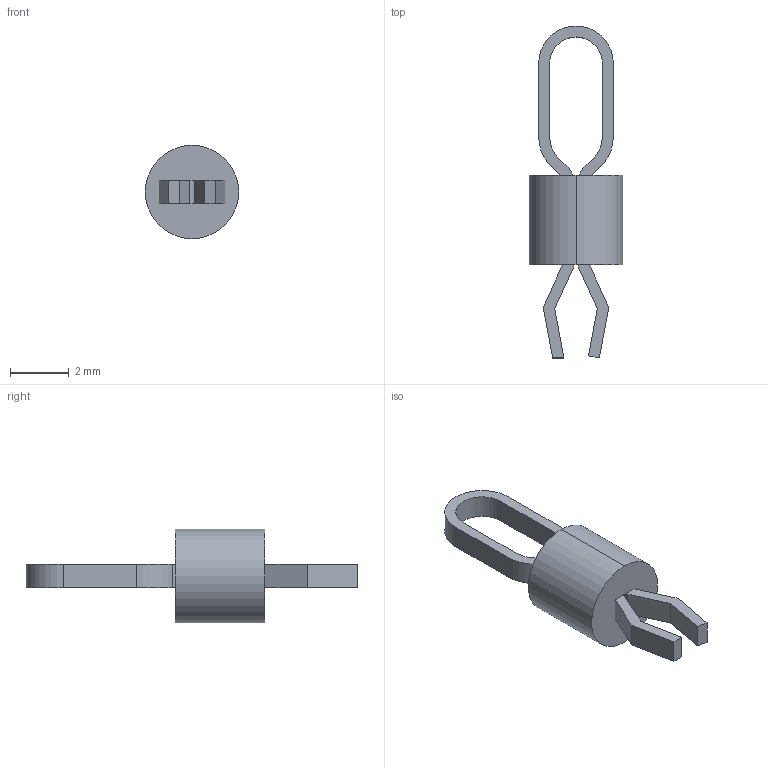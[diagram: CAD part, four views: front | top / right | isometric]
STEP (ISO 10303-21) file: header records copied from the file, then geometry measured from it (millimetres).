
FILE_DESCRIPTION (( 'STEP AP214' ), '1' );
FILE_NAME ('5012.step', '2026-02-26T23:54:28', ( '' ), ( '' ), 'SwSTEP 2.0', 'SolidWorks 2025', '' );
FILE_SCHEMA (( 'AUTOMOTIVE_DESIGN' ));
Length unit declared in the file: inch
Products named in the file (2): 5012_1; 5012
Assembly tree (1 placements, depth 2):
  5012
    5012_1
Bounding box: 3.17 x 11.3 x 3.17 mm (x, y, z)
Volume: 29.3 mm3; surface area: 103.7 mm2
Topology: 1 solids, 1 shells, 48 faces, 128 edges, 80 vertices
Faces by surface type: plane 34, cylinder 14
Entity records: 1610 total; most frequent: DIRECTION 264, CARTESIAN_POINT 260, ORIENTED_EDGE 256, EDGE_CURVE 128, LINE 96, VECTOR 96, AXIS2_PLACEMENT_3D 84, VERTEX_POINT 80
